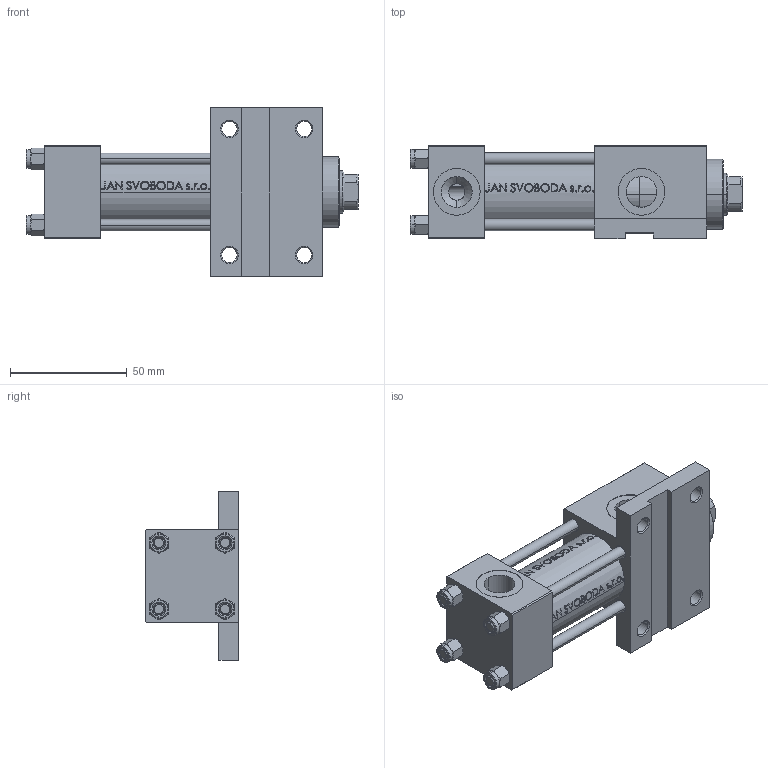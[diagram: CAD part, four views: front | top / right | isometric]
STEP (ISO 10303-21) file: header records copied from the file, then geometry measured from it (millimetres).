
FILE_DESCRIPTION (( 'STEP AP203' ), '1' );
FILE_NAME ('5877.STEP', '2023-01-17T16:57:59', ( '' ), ( '' ), 'SwSTEP 2.0', 'SolidWorks 2019', '' );
FILE_SCHEMA (( 'CONFIG_CONTROL_DESIGN' ));
Length unit declared in the file: millimetre
Products named in the file (6): V215_VC_A 453271d2b3ee17ebf9300171f2b0477a; V215CR_VCP_F 453271d2b3ee17ebf9300171f2b0477a; 5877; V215CR_F_Body 453271d2b3ee17ebf9300171f2b0477a; V215CR_F_TYCINKA 453271d2b3ee17ebf9300171f2b0477a; NUT_M5_F 453271d2b3ee17ebf9300171f2b0477a
Assembly tree (11 placements, depth 2):
  5877
    V215CR_F_Body 453271d2b3ee17ebf9300171f2b0477a
    V215CR_VCP_F 453271d2b3ee17ebf9300171f2b0477a
    V215CR_F_TYCINKA 453271d2b3ee17ebf9300171f2b0477a  x4
    NUT_M5_F 453271d2b3ee17ebf9300171f2b0477a  x4
    V215_VC_A 453271d2b3ee17ebf9300171f2b0477a
Bounding box: 142 x 40 x 72 mm (x, y, z)
Volume: 160021.3 mm3; surface area: 60891.8 mm2
Topology: 11 solids, 11 shells, 1105 faces, 2736 edges, 1765 vertices
Faces by surface type: plane 437, bspline 380, cone 152, cylinder 128, torus 8
Entity records: 47656 total; most frequent: CARTESIAN_POINT 25887, ORIENTED_EDGE 4964, DIRECTION 3124, EDGE_CURVE 2482, VERTEX_POINT 1621, LINE 1280, VECTOR 1280, EDGE_LOOP 1117
